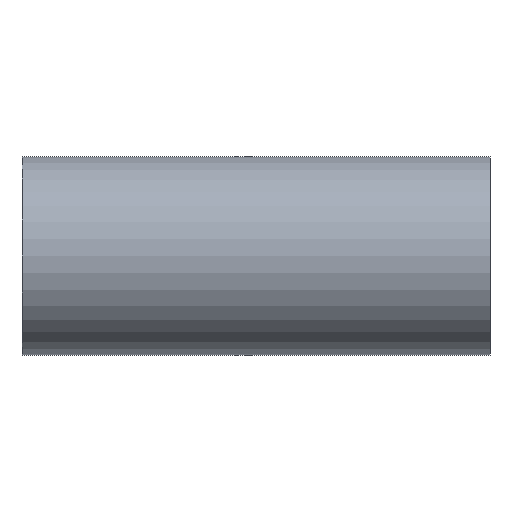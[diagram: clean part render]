
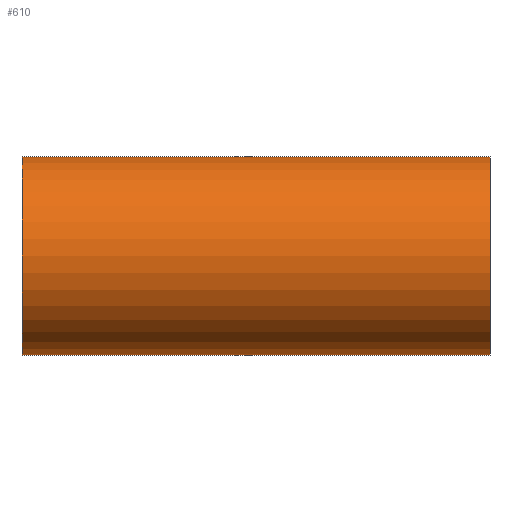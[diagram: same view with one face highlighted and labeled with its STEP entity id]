
A CAD part, front view. The second image highlights one B-rep face of the part: STEP entity #610.
In plain terms, the highlighted cylindrical face has radius 25.4 mm (diameter 50.8 mm), a partial arc.
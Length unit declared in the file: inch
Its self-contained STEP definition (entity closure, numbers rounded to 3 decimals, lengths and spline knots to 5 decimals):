
#84 = ORIENTED_EDGE ( 'NONE', *, *, #416, .T. ) ;
#85 = VECTOR ( 'NONE', #557, 39.37008 ) ;
#107 = CARTESIAN_POINT ( 'NONE',  ( 2.3622, 0., -1. ) ) ;
#127 = VECTOR ( 'NONE', #649, 39.37008 ) ;
#157 = CARTESIAN_POINT ( 'NONE',  ( -2.3622, 0., 1. ) ) ;
#159 = CYLINDRICAL_SURFACE ( 'NONE', #665, 1. ) ;
#200 = DIRECTION ( 'NONE',  ( -1., 0., 0. ) ) ;
#209 = CIRCLE ( 'NONE', #348, 1. ) ;
#216 = ORIENTED_EDGE ( 'NONE', *, *, #568, .T. ) ;
#242 = CARTESIAN_POINT ( 'NONE',  ( 2.3622, 0., 1. ) ) ;
#250 = VERTEX_POINT ( 'NONE', #242 ) ;
#259 = CARTESIAN_POINT ( 'NONE',  ( 2.3622, 0., 0. ) ) ;
#263 = EDGE_CURVE ( 'NONE', #355, #300, #209, .T. ) ;
#275 = AXIS2_PLACEMENT_3D ( 'NONE', #259, #369, #320 ) ;
#290 = LINE ( 'NONE', #301, #85 ) ;
#300 = VERTEX_POINT ( 'NONE', #157 ) ;
#301 = CARTESIAN_POINT ( 'NONE',  ( 0., 0., 1. ) ) ;
#312 = FACE_OUTER_BOUND ( 'NONE', #664, .T. ) ;
#320 = DIRECTION ( 'NONE',  ( 0., 0., 1. ) ) ;
#328 = CIRCLE ( 'NONE', #275, 1. ) ;
#348 = AXIS2_PLACEMENT_3D ( 'NONE', #663, #200, #612 ) ;
#355 = VERTEX_POINT ( 'NONE', #375 ) ;
#369 = DIRECTION ( 'NONE',  ( -1., 0., 0. ) ) ;
#375 = CARTESIAN_POINT ( 'NONE',  ( -2.3622, 0., -1. ) ) ;
#403 = VERTEX_POINT ( 'NONE', #107 ) ;
#411 = CARTESIAN_POINT ( 'NONE',  ( 0., 0., 0. ) ) ;
#416 = EDGE_CURVE ( 'NONE', #403, #250, #328, .T. ) ;
#427 = ORIENTED_EDGE ( 'NONE', *, *, #431, .F. ) ;
#431 = EDGE_CURVE ( 'NONE', #403, #355, #601, .T. ) ;
#465 = ORIENTED_EDGE ( 'NONE', *, *, #263, .F. ) ;
#557 = DIRECTION ( 'NONE',  ( -1., 0., 0. ) ) ;
#568 = EDGE_CURVE ( 'NONE', #250, #300, #290, .T. ) ;
#574 = DIRECTION ( 'NONE',  ( -1., 0., 0. ) ) ;
#584 = DIRECTION ( 'NONE',  ( 0., 0., 1. ) ) ;
#598 = CARTESIAN_POINT ( 'NONE',  ( 0., 0., -1. ) ) ;
#601 = LINE ( 'NONE', #598, #127 ) ;
#610 = ADVANCED_FACE ( 'NONE', ( #312 ), #159, .T. ) ;
#612 = DIRECTION ( 'NONE',  ( 0., 0., 1. ) ) ;
#649 = DIRECTION ( 'NONE',  ( -1., 0., 0. ) ) ;
#663 = CARTESIAN_POINT ( 'NONE',  ( -2.3622, 0., 0. ) ) ;
#664 = EDGE_LOOP ( 'NONE', ( #427, #84, #216, #465 ) ) ;
#665 = AXIS2_PLACEMENT_3D ( 'NONE', #411, #574, #584 ) ;
